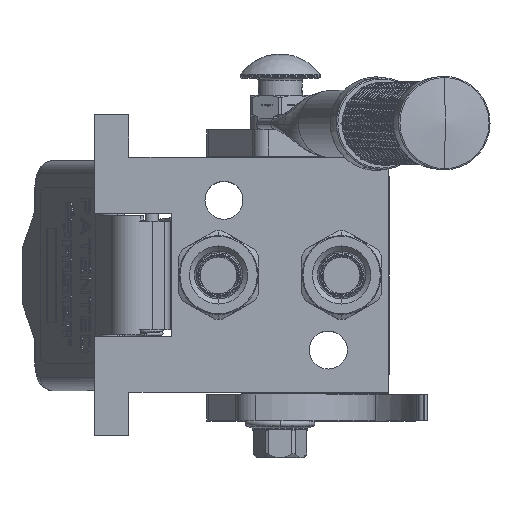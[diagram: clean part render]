
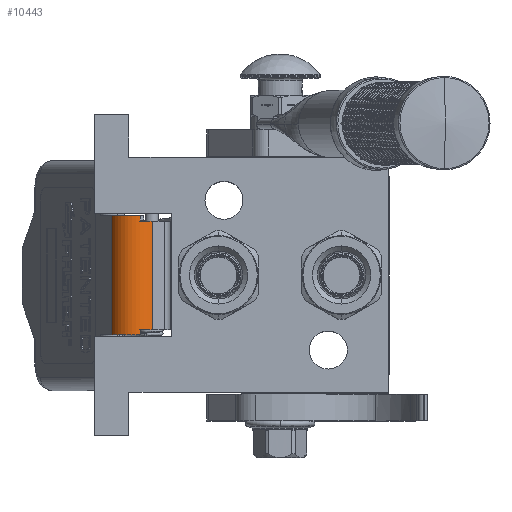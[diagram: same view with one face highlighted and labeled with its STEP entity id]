
A CAD part, top view. The second image highlights one B-rep face of the part: STEP entity #10443.
In plain terms, the highlighted cylindrical face has radius 9.5 mm (diameter 19 mm), a partial arc.
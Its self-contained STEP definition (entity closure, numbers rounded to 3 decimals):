
#1687 = VERTEX_POINT ( 'NONE', #80098 ) ;
#3224 = VECTOR ( 'NONE', #38753, 1000. ) ;
#6321 = DIRECTION ( 'NONE',  ( 1., 0., 0. ) ) ;
#8625 = DIRECTION ( 'NONE',  ( 0., 0.158, -0.987 ) ) ;
#10443 = ADVANCED_FACE ( 'NONE', ( #23882 ), #152341, .T. ) ;
#13849 = LINE ( 'NONE', #81561, #66015 ) ;
#14946 = AXIS2_PLACEMENT_3D ( 'NONE', #117487, #19573, #145434 ) ;
#15804 = DIRECTION ( 'NONE',  ( -1., 0., 0. ) ) ;
#17252 = AXIS2_PLACEMENT_3D ( 'NONE', #19857, #117187, #104963 ) ;
#19573 = DIRECTION ( 'NONE',  ( 1., 0., 0. ) ) ;
#19857 = CARTESIAN_POINT ( 'NONE',  ( -22.25, -1.5, -47.5 ) ) ;
#20845 = CARTESIAN_POINT ( 'NONE',  ( -20.25, -1.5, -47.5 ) ) ;
#22311 = EDGE_CURVE ( 'NONE', #143401, #118773, #53745, .T. ) ;
#23882 = FACE_OUTER_BOUND ( 'NONE', #41282, .T. ) ;
#24535 = DIRECTION ( 'NONE',  ( 1., 0., 0. ) ) ;
#28903 = VECTOR ( 'NONE', #120345, 1000. ) ;
#30450 = CARTESIAN_POINT ( 'NONE',  ( -20.25, -5.154, -56.269 ) ) ;
#34693 = CARTESIAN_POINT ( 'NONE',  ( -22.25, 8., -47.5 ) ) ;
#37454 = EDGE_CURVE ( 'NONE', #125536, #1687, #13849, .T. ) ;
#38585 = EDGE_CURVE ( 'NONE', #146111, #91338, #131033, .T. ) ;
#38753 = DIRECTION ( 'NONE',  ( 1., 0., 0. ) ) ;
#41282 = EDGE_LOOP ( 'NONE', ( #70792, #165067, #124465, #129777, #66775, #170444, #69156, #75400 ) ) ;
#47146 = CARTESIAN_POINT ( 'NONE',  ( -20.25, 0., -56.881 ) ) ;
#47570 = DIRECTION ( 'NONE',  ( 1., 0., 0. ) ) ;
#48271 = DIRECTION ( 'NONE',  ( 0., -0.385, -0.923 ) ) ;
#53419 = EDGE_CURVE ( 'NONE', #146111, #168068, #175226, .T. ) ;
#53745 = CIRCLE ( 'NONE', #17252, 9.5 ) ;
#58882 = EDGE_CURVE ( 'NONE', #118773, #154510, #163793, .T. ) ;
#64035 = EDGE_CURVE ( 'NONE', #1687, #154510, #69239, .T. ) ;
#66015 = VECTOR ( 'NONE', #128246, 1000. ) ;
#66357 = VECTOR ( 'NONE', #24535, 1000. ) ;
#66775 = ORIENTED_EDGE ( 'NONE', *, *, #58882, .T. ) ;
#69156 = ORIENTED_EDGE ( 'NONE', *, *, #37454, .F. ) ;
#69239 = CIRCLE ( 'NONE', #69957, 9.5 ) ;
#69957 = AXIS2_PLACEMENT_3D ( 'NONE', #130774, #47570, #8625 ) ;
#70792 = ORIENTED_EDGE ( 'NONE', *, *, #53419, .F. ) ;
#75400 = ORIENTED_EDGE ( 'NONE', *, *, #115207, .F. ) ;
#80098 = CARTESIAN_POINT ( 'NONE',  ( 22.25, 0., -56.881 ) ) ;
#81561 = CARTESIAN_POINT ( 'NONE',  ( 20.25, 0., -56.881 ) ) ;
#84522 = DIRECTION ( 'NONE',  ( 0., -1., 0. ) ) ;
#91338 = VERTEX_POINT ( 'NONE', #47146 ) ;
#104963 = DIRECTION ( 'NONE',  ( 0., 0.158, -0.987 ) ) ;
#106490 = AXIS2_PLACEMENT_3D ( 'NONE', #126443, #15804, #84522 ) ;
#108783 = CARTESIAN_POINT ( 'NONE',  ( 22.25, 8., -47.5 ) ) ;
#115207 = EDGE_CURVE ( 'NONE', #168068, #125536, #135012, .T. ) ;
#117187 = DIRECTION ( 'NONE',  ( 1., 0., 0. ) ) ;
#117487 = CARTESIAN_POINT ( 'NONE',  ( 20.25, -1.5, -47.5 ) ) ;
#118773 = VERTEX_POINT ( 'NONE', #34693 ) ;
#120345 = DIRECTION ( 'NONE',  ( 1., 0., 0. ) ) ;
#120435 = EDGE_CURVE ( 'NONE', #143401, #91338, #179407, .T. ) ;
#124465 = ORIENTED_EDGE ( 'NONE', *, *, #120435, .F. ) ;
#125536 = VERTEX_POINT ( 'NONE', #165249 ) ;
#126443 = CARTESIAN_POINT ( 'NONE',  ( -22.25, -1.5, -47.5 ) ) ;
#128246 = DIRECTION ( 'NONE',  ( 1., 0., 0. ) ) ;
#129777 = ORIENTED_EDGE ( 'NONE', *, *, #22311, .T. ) ;
#130774 = CARTESIAN_POINT ( 'NONE',  ( 22.25, -1.5, -47.5 ) ) ;
#131033 = CIRCLE ( 'NONE', #153942, 9.5 ) ;
#135012 = CIRCLE ( 'NONE', #14946, 9.5 ) ;
#136733 = CARTESIAN_POINT ( 'NONE',  ( -22.25, 8., -47.5 ) ) ;
#137409 = CARTESIAN_POINT ( 'NONE',  ( -22.25, 0., -56.881 ) ) ;
#143401 = VERTEX_POINT ( 'NONE', #137409 ) ;
#145434 = DIRECTION ( 'NONE',  ( 0., -0.385, -0.923 ) ) ;
#146111 = VERTEX_POINT ( 'NONE', #30450 ) ;
#151206 = CARTESIAN_POINT ( 'NONE',  ( -22.25, 0., -56.881 ) ) ;
#152341 = CYLINDRICAL_SURFACE ( 'NONE', #106490, 9.5 ) ;
#153942 = AXIS2_PLACEMENT_3D ( 'NONE', #20845, #6321, #48271 ) ;
#154510 = VERTEX_POINT ( 'NONE', #108783 ) ;
#163793 = LINE ( 'NONE', #136733, #28903 ) ;
#165067 = ORIENTED_EDGE ( 'NONE', *, *, #38585, .T. ) ;
#165249 = CARTESIAN_POINT ( 'NONE',  ( 20.25, 0., -56.881 ) ) ;
#168068 = VERTEX_POINT ( 'NONE', #174175 ) ;
#170444 = ORIENTED_EDGE ( 'NONE', *, *, #64035, .F. ) ;
#174175 = CARTESIAN_POINT ( 'NONE',  ( 20.25, -5.154, -56.269 ) ) ;
#175226 = LINE ( 'NONE', #177205, #66357 ) ;
#177205 = CARTESIAN_POINT ( 'NONE',  ( -20.25, -5.154, -56.269 ) ) ;
#179407 = LINE ( 'NONE', #151206, #3224 ) ;
